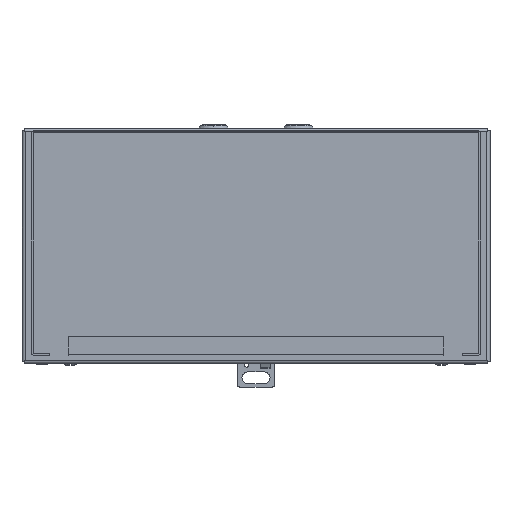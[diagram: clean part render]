
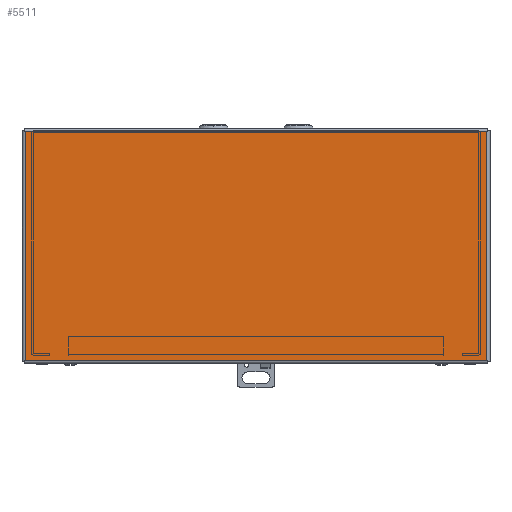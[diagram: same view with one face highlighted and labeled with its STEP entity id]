
A CAD part, top view. The second image highlights one B-rep face of the part: STEP entity #5511.
In plain terms, the highlighted planar face has unit normal (0, 0, 1).
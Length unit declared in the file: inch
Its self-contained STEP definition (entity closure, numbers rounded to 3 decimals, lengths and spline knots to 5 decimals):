
#88 = CARTESIAN_POINT ( 'NONE',  ( 6.1585, -6.135, 8.0285 ) ) ;
#378 = CARTESIAN_POINT ( 'NONE',  ( 6.1585, -6.135, 8.0285 ) ) ;
#510 = ORIENTED_EDGE ( 'NONE', *, *, #6794, .F. ) ;
#639 = VERTEX_POINT ( 'NONE', #15102 ) ;
#2145 = EDGE_CURVE ( 'NONE', #639, #13902, #3116, .T. ) ;
#2852 = VECTOR ( 'NONE', #2989, 39.37008 ) ;
#2915 = EDGE_CURVE ( 'NONE', #13767, #13237, #5716, .T. ) ;
#2989 = DIRECTION ( 'NONE',  ( 1., 0., 0. ) ) ;
#3116 = LINE ( 'NONE', #14371, #8605 ) ;
#3578 = ORIENTED_EDGE ( 'NONE', *, *, #2145, .F. ) ;
#3797 = CARTESIAN_POINT ( 'NONE',  ( 6.1585, -0.029, 8.0285 ) ) ;
#4934 = PLANE ( 'NONE',  #11047 ) ;
#5511 = ADVANCED_FACE ( 'NONE', ( #7600 ), #4934, .T. ) ;
#5716 = LINE ( 'NONE', #10642, #10133 ) ;
#5855 = CARTESIAN_POINT ( 'NONE',  ( -6.1585, -6.135, 8.0285 ) ) ;
#6700 = EDGE_LOOP ( 'NONE', ( #10453, #11602, #3578, #510 ) ) ;
#6787 = CARTESIAN_POINT ( 'NONE',  ( -6.1585, -0.029, 8.0285 ) ) ;
#6794 = EDGE_CURVE ( 'NONE', #13237, #639, #12560, .T. ) ;
#7510 = DIRECTION ( 'NONE',  ( -1., 0., 0. ) ) ;
#7600 = FACE_OUTER_BOUND ( 'NONE', #6700, .T. ) ;
#7959 = EDGE_CURVE ( 'NONE', #13902, #13767, #9920, .T. ) ;
#8605 = VECTOR ( 'NONE', #10466, 39.37008 ) ;
#9120 = CARTESIAN_POINT ( 'NONE',  ( -6.1585, -0.029, 8.0285 ) ) ;
#9920 = LINE ( 'NONE', #88, #11852 ) ;
#10133 = VECTOR ( 'NONE', #13123, 39.37008 ) ;
#10453 = ORIENTED_EDGE ( 'NONE', *, *, #2915, .F. ) ;
#10466 = DIRECTION ( 'NONE',  ( 0., -1., 0. ) ) ;
#10642 = CARTESIAN_POINT ( 'NONE',  ( -6.1585, -6.135, 8.0285 ) ) ;
#11047 = AXIS2_PLACEMENT_3D ( 'NONE', #3797, #13621, #7510 ) ;
#11602 = ORIENTED_EDGE ( 'NONE', *, *, #7959, .F. ) ;
#11852 = VECTOR ( 'NONE', #15062, 39.37008 ) ;
#12560 = LINE ( 'NONE', #9120, #2852 ) ;
#13123 = DIRECTION ( 'NONE',  ( 0., 1., 0. ) ) ;
#13237 = VERTEX_POINT ( 'NONE', #6787 ) ;
#13621 = DIRECTION ( 'NONE',  ( 0., 0., 1. ) ) ;
#13767 = VERTEX_POINT ( 'NONE', #5855 ) ;
#13902 = VERTEX_POINT ( 'NONE', #378 ) ;
#14371 = CARTESIAN_POINT ( 'NONE',  ( 6.1585, -0.029, 8.0285 ) ) ;
#15062 = DIRECTION ( 'NONE',  ( -1., 0., 0. ) ) ;
#15102 = CARTESIAN_POINT ( 'NONE',  ( 6.1585, -0.029, 8.0285 ) ) ;
